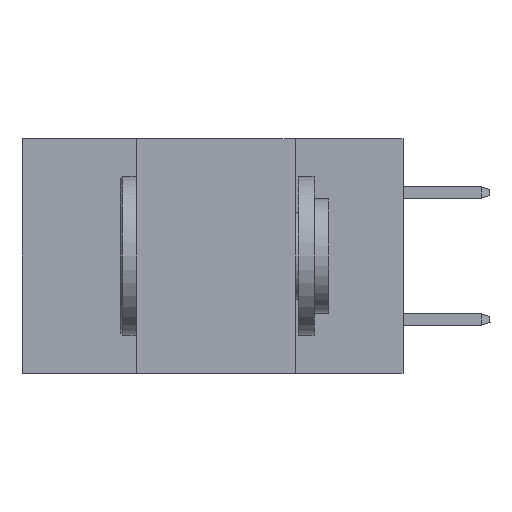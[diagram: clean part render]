
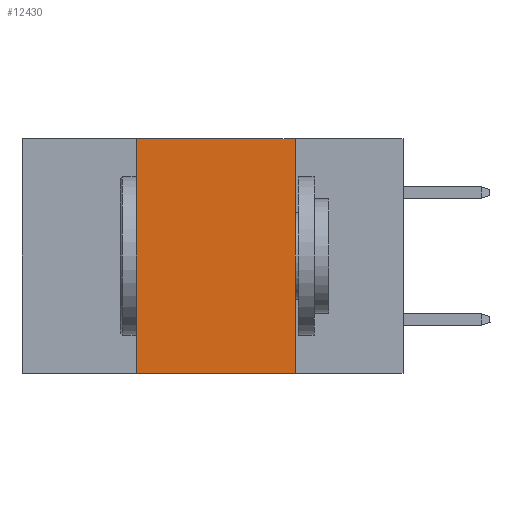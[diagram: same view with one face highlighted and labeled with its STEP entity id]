
A CAD part, left-side view. The second image highlights one B-rep face of the part: STEP entity #12430.
In plain terms, the highlighted planar face has unit normal (-1, 0, 0).
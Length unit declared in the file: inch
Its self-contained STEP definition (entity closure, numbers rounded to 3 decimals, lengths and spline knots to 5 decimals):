
#1 = VERTEX_POINT ( 'NONE', #6290 ) ;
#30 = EDGE_CURVE ( 'NONE', #1, #19198, #2599, .T. ) ;
#273 = CARTESIAN_POINT ( 'NONE',  ( 0., 0.42, 0. ) ) ;
#2599 = LINE ( 'NONE', #11842, #13253 ) ;
#3058 = VECTOR ( 'NONE', #14647, 39.37008 ) ;
#3087 = VERTEX_POINT ( 'NONE', #18938 ) ;
#3472 = ORIENTED_EDGE ( 'NONE', *, *, #6636, .F. ) ;
#5026 = ORIENTED_EDGE ( 'NONE', *, *, #15070, .F. ) ;
#5827 = DIRECTION ( 'NONE',  ( 0., 0., 1. ) ) ;
#6290 = CARTESIAN_POINT ( 'NONE',  ( 0., 0.42, -0.37 ) ) ;
#6578 = PLANE ( 'NONE',  #19035 ) ;
#6636 = EDGE_CURVE ( 'NONE', #13889, #3087, #7066, .T. ) ;
#7066 = LINE ( 'NONE', #19172, #11919 ) ;
#8214 = DIRECTION ( 'NONE',  ( 1., 0., 0. ) ) ;
#9118 = VECTOR ( 'NONE', #5827, 39.37008 ) ;
#9455 = ORIENTED_EDGE ( 'NONE', *, *, #21429, .F. ) ;
#9955 = FACE_OUTER_BOUND ( 'NONE', #11697, .T. ) ;
#11697 = EDGE_LOOP ( 'NONE', ( #9455, #3472, #5026, #15206 ) ) ;
#11842 = CARTESIAN_POINT ( 'NONE',  ( 0., 0.6, -0.37 ) ) ;
#11919 = VECTOR ( 'NONE', #22736, 39.37008 ) ;
#12430 = ADVANCED_FACE ( 'NONE', ( #9955 ), #6578, .F. ) ;
#12803 = LINE ( 'NONE', #17983, #3058 ) ;
#13253 = VECTOR ( 'NONE', #22077, 39.37008 ) ;
#13889 = VERTEX_POINT ( 'NONE', #21319 ) ;
#14647 = DIRECTION ( 'NONE',  ( 0., 0., -1. ) ) ;
#15070 = EDGE_CURVE ( 'NONE', #1, #13889, #21611, .T. ) ;
#15138 = CARTESIAN_POINT ( 'NONE',  ( 0., 0.6, 0. ) ) ;
#15206 = ORIENTED_EDGE ( 'NONE', *, *, #30, .T. ) ;
#16864 = DIRECTION ( 'NONE',  ( 0., 0., -1. ) ) ;
#17983 = CARTESIAN_POINT ( 'NONE',  ( 0., 0.17, 0. ) ) ;
#18938 = CARTESIAN_POINT ( 'NONE',  ( 0., 0.17, 0. ) ) ;
#19035 = AXIS2_PLACEMENT_3D ( 'NONE', #15138, #8214, #16864 ) ;
#19172 = CARTESIAN_POINT ( 'NONE',  ( 0., 0.6, 0. ) ) ;
#19198 = VERTEX_POINT ( 'NONE', #22245 ) ;
#21319 = CARTESIAN_POINT ( 'NONE',  ( 0., 0.42, 0. ) ) ;
#21429 = EDGE_CURVE ( 'NONE', #3087, #19198, #12803, .T. ) ;
#21611 = LINE ( 'NONE', #273, #9118 ) ;
#22077 = DIRECTION ( 'NONE',  ( 0., -1., 0. ) ) ;
#22245 = CARTESIAN_POINT ( 'NONE',  ( 0., 0.17, -0.37 ) ) ;
#22736 = DIRECTION ( 'NONE',  ( 0., -1., 0. ) ) ;
